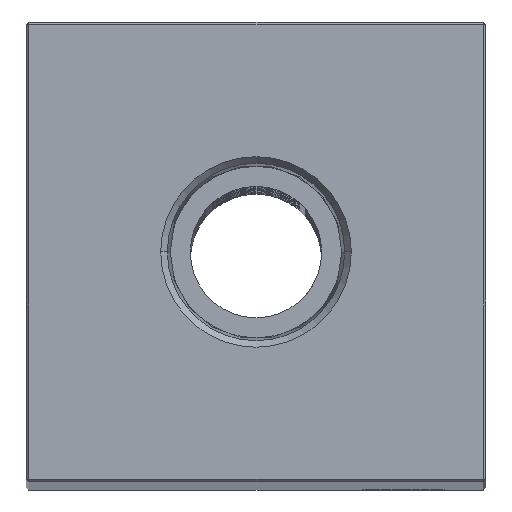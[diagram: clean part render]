
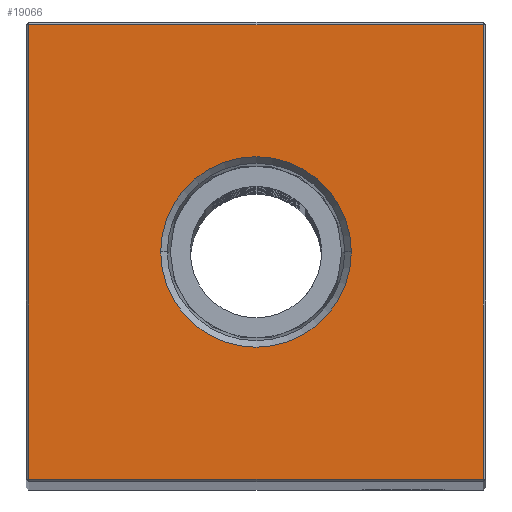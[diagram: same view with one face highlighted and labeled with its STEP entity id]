
A CAD part, top view. The second image highlights one B-rep face of the part: STEP entity #19066.
In plain terms, the highlighted planar face has unit normal (0, 0, 1).
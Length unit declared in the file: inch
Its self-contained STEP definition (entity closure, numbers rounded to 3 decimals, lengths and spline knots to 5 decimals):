
#527 = CARTESIAN_POINT ( 'NONE',  ( 0., 0., 17.75 ) ) ;
#1216 = PLANE ( 'NONE',  #18921 ) ;
#1288 = CARTESIAN_POINT ( 'NONE',  ( -0.3626, 0., 17.75 ) ) ;
#1506 = CIRCLE ( 'NONE', #2867, 0.3626 ) ;
#1512 = VERTEX_POINT ( 'NONE', #7043 ) ;
#1705 = DIRECTION ( 'NONE',  ( 0., 1., 0. ) ) ;
#2867 = AXIS2_PLACEMENT_3D ( 'NONE', #12702, #17437, #26213 ) ;
#3657 = DIRECTION ( 'NONE',  ( -1., 0., 0. ) ) ;
#4024 = EDGE_CURVE ( 'NONE', #17932, #1512, #27429, .T. ) ;
#5087 = CARTESIAN_POINT ( 'NONE',  ( 0.865, 0.865, 17.75 ) ) ;
#5391 = VERTEX_POINT ( 'NONE', #13908 ) ;
#5437 = DIRECTION ( 'NONE',  ( -1., 0., 0. ) ) ;
#7003 = CIRCLE ( 'NONE', #12974, 0.3626 ) ;
#7043 = CARTESIAN_POINT ( 'NONE',  ( 0.865, -0.865, 17.75 ) ) ;
#7406 = DIRECTION ( 'NONE',  ( 0., 0., 1. ) ) ;
#8374 = EDGE_LOOP ( 'NONE', ( #23529, #22158, #15348, #18550 ) ) ;
#9817 = EDGE_CURVE ( 'NONE', #1512, #23950, #19509, .T. ) ;
#9971 = CARTESIAN_POINT ( 'NONE',  ( 0., 0., 17.75 ) ) ;
#10163 = CARTESIAN_POINT ( 'NONE',  ( 0., 0.865, 17.75 ) ) ;
#10581 = CARTESIAN_POINT ( 'NONE',  ( -0.865, 0.865, 17.75 ) ) ;
#12065 = VERTEX_POINT ( 'NONE', #10581 ) ;
#12217 = CARTESIAN_POINT ( 'NONE',  ( -0.865, -0.865, 17.75 ) ) ;
#12260 = DIRECTION ( 'NONE',  ( 0., 0., -1. ) ) ;
#12702 = CARTESIAN_POINT ( 'NONE',  ( 0., 0., 17.75 ) ) ;
#12907 = EDGE_CURVE ( 'NONE', #23950, #12065, #14181, .T. ) ;
#12974 = AXIS2_PLACEMENT_3D ( 'NONE', #527, #7406, #20052 ) ;
#13908 = CARTESIAN_POINT ( 'NONE',  ( 0.3626, 0., 17.75 ) ) ;
#14181 = LINE ( 'NONE', #10163, #17727 ) ;
#14273 = FACE_OUTER_BOUND ( 'NONE', #8374, .T. ) ;
#14562 = FACE_BOUND ( 'NONE', #26014, .T. ) ;
#14711 = VERTEX_POINT ( 'NONE', #1288 ) ;
#14725 = VECTOR ( 'NONE', #27261, 39.37008 ) ;
#15348 = ORIENTED_EDGE ( 'NONE', *, *, #9817, .T. ) ;
#16330 = LINE ( 'NONE', #25239, #14725 ) ;
#16366 = EDGE_CURVE ( 'NONE', #12065, #17932, #16330, .T. ) ;
#17354 = VECTOR ( 'NONE', #20958, 39.37008 ) ;
#17437 = DIRECTION ( 'NONE',  ( 0., 0., 1. ) ) ;
#17727 = VECTOR ( 'NONE', #5437, 39.37008 ) ;
#17932 = VERTEX_POINT ( 'NONE', #12217 ) ;
#18191 = ORIENTED_EDGE ( 'NONE', *, *, #26051, .F. ) ;
#18550 = ORIENTED_EDGE ( 'NONE', *, *, #12907, .T. ) ;
#18875 = VECTOR ( 'NONE', #1705, 39.37008 ) ;
#18921 = AXIS2_PLACEMENT_3D ( 'NONE', #9971, #12260, #3657 ) ;
#19066 = ADVANCED_FACE ( 'NONE', ( #14273, #14562 ), #1216, .F. ) ;
#19509 = LINE ( 'NONE', #23677, #18875 ) ;
#20052 = DIRECTION ( 'NONE',  ( 1., 0., 0. ) ) ;
#20958 = DIRECTION ( 'NONE',  ( 1., 0., 0. ) ) ;
#22140 = ORIENTED_EDGE ( 'NONE', *, *, #26227, .F. ) ;
#22158 = ORIENTED_EDGE ( 'NONE', *, *, #4024, .T. ) ;
#23108 = CARTESIAN_POINT ( 'NONE',  ( 0., -0.865, 17.75 ) ) ;
#23529 = ORIENTED_EDGE ( 'NONE', *, *, #16366, .T. ) ;
#23677 = CARTESIAN_POINT ( 'NONE',  ( 0.865, 0., 17.75 ) ) ;
#23950 = VERTEX_POINT ( 'NONE', #5087 ) ;
#25239 = CARTESIAN_POINT ( 'NONE',  ( -0.865, 0., 17.75 ) ) ;
#26014 = EDGE_LOOP ( 'NONE', ( #18191, #22140 ) ) ;
#26051 = EDGE_CURVE ( 'NONE', #5391, #14711, #7003, .T. ) ;
#26213 = DIRECTION ( 'NONE',  ( 1., 0., 0. ) ) ;
#26227 = EDGE_CURVE ( 'NONE', #14711, #5391, #1506, .T. ) ;
#27261 = DIRECTION ( 'NONE',  ( 0., -1., 0. ) ) ;
#27429 = LINE ( 'NONE', #23108, #17354 ) ;
